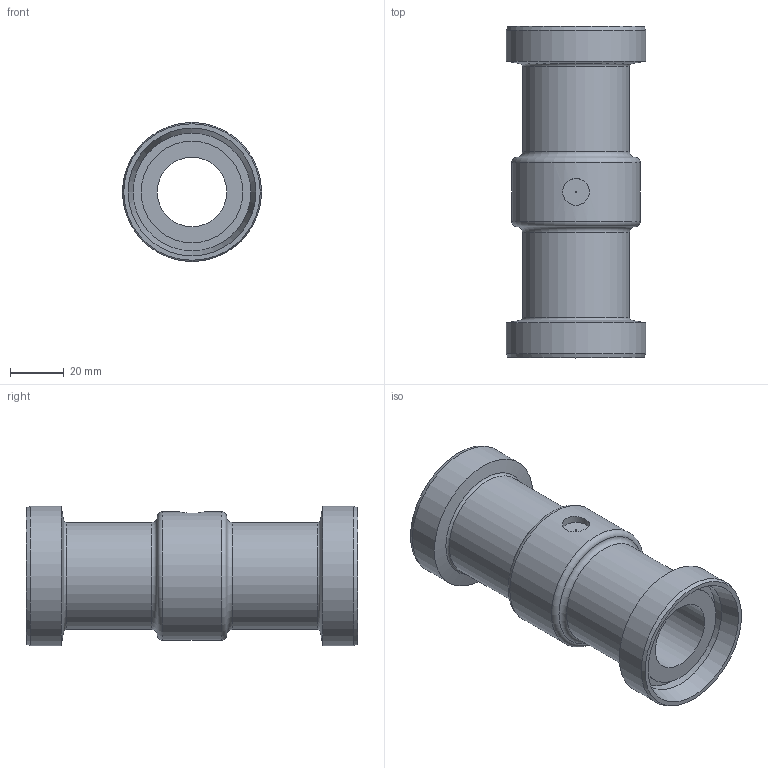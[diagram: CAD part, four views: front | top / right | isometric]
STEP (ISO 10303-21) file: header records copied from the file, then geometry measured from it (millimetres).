
FILE_DESCRIPTION(/* description */ (''),/* implementation_level */ '2;1');
FILE_NAME(/* name */ '31365W.stp',/* time_stamp */ '2018-02-07T10:03:30+01:00',/* author */ ('acgl'),/* organization */ (''),/* preprocessor_version */ 'ST-DEVELOPER v15.6',/* originating_system */ 'Autodesk Inventor 2015',/* authorisation */ '');
FILE_SCHEMA (('AUTOMOTIVE_DESIGN { 1 0 10303 214 3 1 1 }'));
Length unit declared in the file: millimetre
Products named in the file (1): A0013144
Bounding box: 52 x 124 x 52 mm (x, y, z)
Volume: 109218.4 mm3; surface area: 34760.6 mm2
Topology: 1 solids, 1 shells, 31 faces, 59 edges, 35 vertices
Faces by surface type: cylinder 12, plane 7, cone 6, torus 6
Full cylindrical faces by diameter (mm): 0.5 x1, 10 x1, 26 x1, 38 x2, 40 x2, 44 x2, 48 x1, 52 x2
Entity records: 735 total; most frequent: CARTESIAN_POINT 166, DIRECTION 124, ORIENTED_EDGE 66, EDGE_LOOP 64, AXIS2_PLACEMENT_3D 62, FACE_BOUND 33, VERTEX_POINT 33, EDGE_CURVE 33
